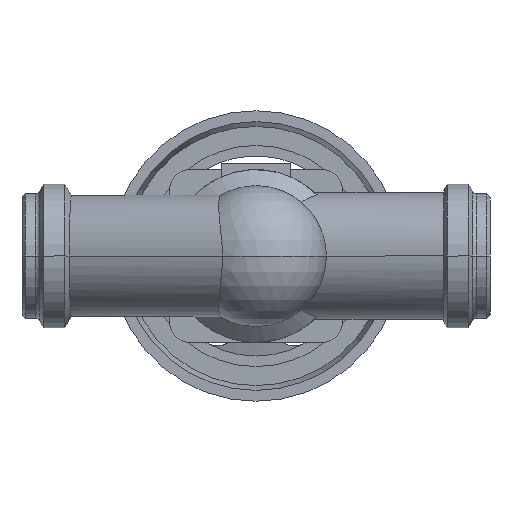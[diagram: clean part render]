
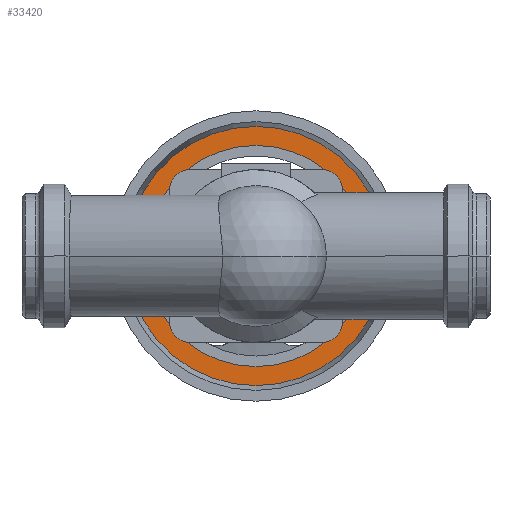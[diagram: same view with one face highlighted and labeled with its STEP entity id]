
A CAD part, front view. The second image highlights one B-rep face of the part: STEP entity #33420.
In plain terms, the highlighted planar face has unit normal (0, -1, 0).
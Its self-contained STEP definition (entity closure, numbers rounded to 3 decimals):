
#32940=CARTESIAN_POINT('',(64.677,268.1,0.));
#32950=VERTEX_POINT('',#32940);
#33030=CARTESIAN_POINT('',(225.323,268.1,0.)
);
#33040=VERTEX_POINT('',#33030);
#33070=CARTESIAN_POINT('',(145.,268.1,0.));
#33080=DIRECTION('',(0.,1.,0.));
#33090=DIRECTION('',(1.,0.,0.));
#33100=AXIS2_PLACEMENT_3D('',#33070,#33080,#33090);
#33110=CIRCLE('',#33100,80.323);
#33120=EDGE_CURVE('',#32950,#33040,#33110,.T.);
#33170=CARTESIAN_POINT('',(219.412,268.1,0.)
);
#33180=DIRECTION('',(0.,-1.,0.));
#33190=DIRECTION('',(-1.,0.,0.));
#33200=AXIS2_PLACEMENT_3D('',#33170,#33180,#33190);
#33210=PLANE('',#33200);
#33220=EDGE_CURVE('',#33040,#32950,#33110,.T.);
#33230=ORIENTED_EDGE('',*,*,#33220,.F.);
#33240=ORIENTED_EDGE('',*,*,#33120,.F.);
#33250=EDGE_LOOP('',(#33240,#33230));
#33260=FACE_OUTER_BOUND('',#33250,.T.);
#33270=CARTESIAN_POINT('',(145.,268.1,0.));
#33280=DIRECTION('',(0.,1.,0.));
#33290=DIRECTION('',(1.,0.,0.));
#33300=AXIS2_PLACEMENT_3D('',#33270,#33280,#33290);
#33310=CIRCLE('',#33300,68.5);
#33320=CARTESIAN_POINT('',(76.5,268.1,0.));
#33330=VERTEX_POINT('',#33320);
#33340=CARTESIAN_POINT('',(213.5,268.1,0.));
#33350=VERTEX_POINT('',#33340);
#33360=EDGE_CURVE('',#33330,#33350,#33310,.T.);
#33370=ORIENTED_EDGE('',*,*,#33360,.T.);
#33380=EDGE_CURVE('',#33350,#33330,#33310,.T.);
#33390=ORIENTED_EDGE('',*,*,#33380,.T.);
#33400=EDGE_LOOP('',(#33390,#33370));
#33410=FACE_BOUND('',#33400,.T.);
#33420=ADVANCED_FACE('',(#33260,#33410),#33210,.T.);
